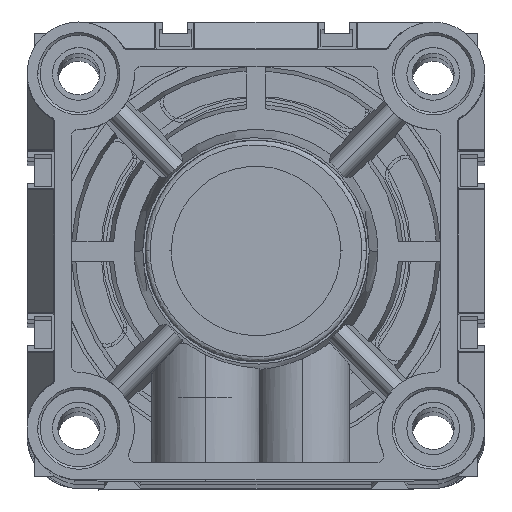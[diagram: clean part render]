
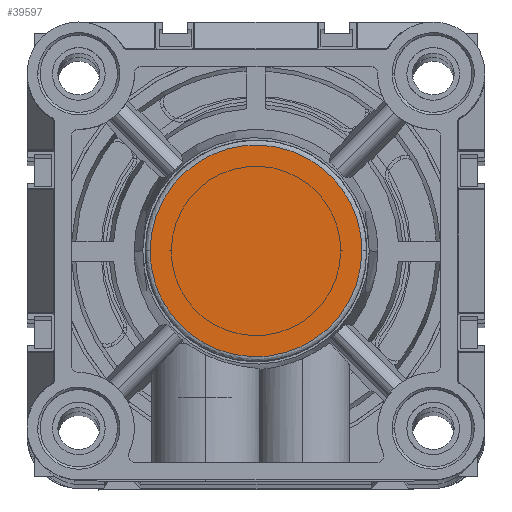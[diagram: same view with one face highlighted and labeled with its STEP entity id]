
A CAD part, top view. The second image highlights one B-rep face of the part: STEP entity #39597.
In plain terms, the highlighted planar face has unit normal (0, 0, 1).
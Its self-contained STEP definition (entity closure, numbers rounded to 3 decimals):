
#914 = VERTEX_POINT ( 'NONE', #22604 ) ;
#1633 =( BOUNDED_CURVE ( )  B_SPLINE_CURVE ( 3, ( #17046, #39115, #20785, #46452 ),
 .UNSPECIFIED., .F., .T. ) 
 B_SPLINE_CURVE_WITH_KNOTS ( ( 4, 4 ),
 ( 0., 1. ),
 .UNSPECIFIED. ) 
 CURVE ( )  GEOMETRIC_REPRESENTATION_ITEM ( )  RATIONAL_B_SPLINE_CURVE ( ( 0.957, 0.319, 0.319, 0.957 ) ) 
 REPRESENTATION_ITEM ( '' )  );
#2834 = DIRECTION ( 'NONE',  ( 0., 0., 1. ) ) ;
#6915 = ORIENTED_EDGE ( 'NONE', *, *, #15803, .F. ) ;
#10751 = CARTESIAN_POINT ( 'NONE',  ( 19.5, 41., 40. ) ) ;
#11421 = AXIS2_PLACEMENT_3D ( 'NONE', #25057, #2834, #28726 ) ;
#15803 = EDGE_CURVE ( 'NONE', #914, #34883, #41627, .T. ) ;
#17046 = CARTESIAN_POINT ( 'NONE',  ( 19.5, 41., 40. ) ) ;
#17740 = CARTESIAN_POINT ( 'NONE',  ( 62.5, -2., 40. ) ) ;
#20785 = CARTESIAN_POINT ( 'NONE',  ( 62.5, 84., 40. ) ) ;
#20877 = PLANE ( 'NONE',  #11421 ) ;
#22604 = CARTESIAN_POINT ( 'NONE',  ( 62.5, 41., 40. ) ) ;
#25057 = CARTESIAN_POINT ( 'NONE',  ( 19.242, 19.242, 40. ) ) ;
#25189 = CARTESIAN_POINT ( 'NONE',  ( 19.5, 41., 40. ) ) ;
#25671 = EDGE_CURVE ( 'NONE', #34883, #914, #1633, .T. ) ;
#27149 = EDGE_LOOP ( 'NONE', ( #40833, #6915 ) ) ;
#28726 = DIRECTION ( 'NONE',  ( 1., 0., 0. ) ) ;
#29724 = FACE_OUTER_BOUND ( 'NONE', #27149, .T. ) ;
#34883 = VERTEX_POINT ( 'NONE', #10751 ) ;
#35823 = CARTESIAN_POINT ( 'NONE',  ( 62.5, 41., 40. ) ) ;
#39115 = CARTESIAN_POINT ( 'NONE',  ( 19.5, 84., 40. ) ) ;
#39597 = ADVANCED_FACE ( 'NONE', ( #29724 ), #20877, .T. ) ;
#40833 = ORIENTED_EDGE ( 'NONE', *, *, #25671, .F. ) ;
#41627 =( BOUNDED_CURVE ( )  B_SPLINE_CURVE ( 3, ( #35823, #17740, #47148, #25189 ),
 .UNSPECIFIED., .F., .T. ) 
 B_SPLINE_CURVE_WITH_KNOTS ( ( 4, 4 ),
 ( 0., 1. ),
 .UNSPECIFIED. ) 
 CURVE ( )  GEOMETRIC_REPRESENTATION_ITEM ( )  RATIONAL_B_SPLINE_CURVE ( ( 0.957, 0.319, 0.319, 0.957 ) ) 
 REPRESENTATION_ITEM ( '' )  );
#46452 = CARTESIAN_POINT ( 'NONE',  ( 62.5, 41., 40. ) ) ;
#47148 = CARTESIAN_POINT ( 'NONE',  ( 19.5, -2., 40. ) ) ;
